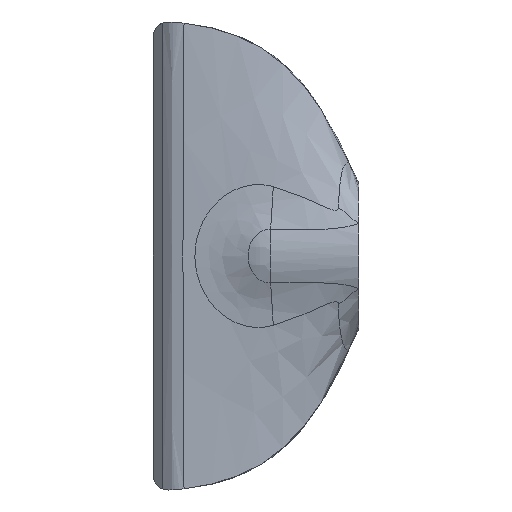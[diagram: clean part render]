
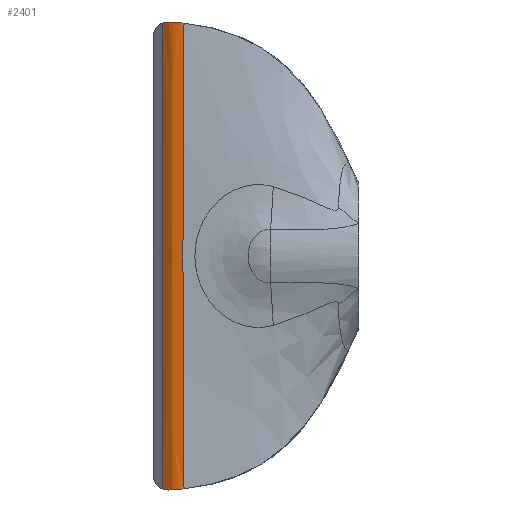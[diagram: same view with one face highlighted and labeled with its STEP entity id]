
A CAD part, front view. The second image highlights one B-rep face of the part: STEP entity #2401.
In plain terms, the highlighted free-form (B-spline) face has degree [3, 2] with [6, 3] control points.
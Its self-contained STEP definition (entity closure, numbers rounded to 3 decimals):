
#27 = CARTESIAN_POINT ( 'NONE',  ( 5.241, 14.003, 1.024 ) ) ;
#41 = CARTESIAN_POINT ( 'NONE',  ( 5.254, 14.005, 9.12 ) ) ;
#79 = CARTESIAN_POINT ( 'NONE',  ( 5.683, 14.018, 11.666 ) ) ;
#84 = CARTESIAN_POINT ( 'NONE',  ( 4.955, 14.29, 1.025 ) ) ;
#162 = CARTESIAN_POINT ( 'NONE',  ( 4.955, 14.29, 6.371 ) ) ;
#179 = B_SPLINE_CURVE_WITH_KNOTS ( 'NONE', 3,
 ( #2071, #1647, #282, #79 ),
 .UNSPECIFIED., .F., .F.,
 ( 4, 4 ),
 ( 0., 0.001 ),
 .UNSPECIFIED. ) ;
#228 = CARTESIAN_POINT ( 'NONE',  ( 5.683, 14.018, 11.666 ) ) ;
#261 = B_SPLINE_CURVE_WITH_KNOTS ( 'NONE', 3,
 ( #542, #1731, #2127, #2533, #725, #956 ),
 .UNSPECIFIED., .F., .F.,
 ( 4, 2, 4 ),
 ( 0., 0., 0.001 ),
 .UNSPECIFIED. ) ;
#282 = CARTESIAN_POINT ( 'NONE',  ( 5.502, 14.013, 11.686 ) ) ;
#346 = VERTEX_POINT ( 'NONE', #1199 ) ;
#383 = CARTESIAN_POINT ( 'NONE',  ( 5.647, 13.997, 6.369 ) ) ;
#452 = CARTESIAN_POINT ( 'NONE',  ( 5.254, 14.005, -1.677 ) ) ;
#518 = CARTESIAN_POINT ( 'NONE',  ( 4.957, 14.302, -4.233 ) ) ;
#542 = CARTESIAN_POINT ( 'NONE',  ( 5.683, 14.018, -4.226 ) ) ;
#553 = CARTESIAN_POINT ( 'NONE',  ( 5.088, 14.19, -4.271 ) ) ;
#560 = VERTEX_POINT ( 'NONE', #518 ) ;
#580 = ORIENTED_EDGE ( 'NONE', *, *, #2534, .T. ) ;
#626 = VERTEX_POINT ( 'NONE', #2143 ) ;
#719 = CARTESIAN_POINT ( 'NONE',  ( 5.165, 14.146, 11.707 ) ) ;
#725 = CARTESIAN_POINT ( 'NONE',  ( 5.244, 14.102, -4.263 ) ) ;
#733 = CARTESIAN_POINT ( 'NONE',  ( 5.018, 14.242, 11.697 ) ) ;
#741 = EDGE_CURVE ( 'NONE', #626, #1568, #179, .T. ) ;
#771 = CARTESIAN_POINT ( 'NONE',  ( 5.683, 14.018, 11.666 ) ) ;
#835 = CARTESIAN_POINT ( 'NONE',  ( 4.956, 14.299, -1.67 ) ) ;
#849 = CARTESIAN_POINT ( 'NONE',  ( 5.672, 14.012, 9.115 ) ) ;
#891 = CARTESIAN_POINT ( 'NONE',  ( 4.957, 14.302, -4.363 ) ) ;
#902 = ORIENTED_EDGE ( 'NONE', *, *, #2612, .F. ) ;
#956 = CARTESIAN_POINT ( 'NONE',  ( 5.165, 14.146, -4.267 ) ) ;
#980 = CARTESIAN_POINT ( 'NONE',  ( 4.956, 14.298, 9.022 ) ) ;
#1050 = CARTESIAN_POINT ( 'NONE',  ( 5.241, 14.003, 6.418 ) ) ;
#1066 = CARTESIAN_POINT ( 'NONE',  ( 5.647, 13.997, 1.024 ) ) ;
#1151 = CARTESIAN_POINT ( 'NONE',  ( 4.957, 14.302, -4.233 ) ) ;
#1192 = CARTESIAN_POINT ( 'NONE',  ( 5.671, 14.011, -1.577 ) ) ;
#1194 = ORIENTED_EDGE ( 'NONE', *, *, #2195, .F. ) ;
#1199 = CARTESIAN_POINT ( 'NONE',  ( 5.165, 14.146, -4.267 ) ) ;
#1260 = CARTESIAN_POINT ( 'NONE',  ( 4.956, 14.299, 9.112 ) ) ;
#1318 = CARTESIAN_POINT ( 'NONE',  ( 5.088, 14.19, 11.711 ) ) ;
#1372 = CARTESIAN_POINT ( 'NONE',  ( 4.956, 14.298, -1.582 ) ) ;
#1422 = EDGE_LOOP ( 'NONE', ( #902, #580, #1467, #1194, #2003, #1639 ) ) ;
#1457 = CARTESIAN_POINT ( 'NONE',  ( 5.672, 14.012, -1.672 ) ) ;
#1467 = ORIENTED_EDGE ( 'NONE', *, *, #2578, .F. ) ;
#1470 = CARTESIAN_POINT ( 'NONE',  ( 5.647, 13.997, 6.419 ) ) ;
#1485 = CARTESIAN_POINT ( 'NONE',  ( 5.26, 14.006, 11.806 ) ) ;
#1522 = CARTESIAN_POINT ( 'NONE',  ( 4.957, 14.302, 11.673 ) ) ;
#1568 = VERTEX_POINT ( 'NONE', #228 ) ;
#1571 = CARTESIAN_POINT ( 'NONE',  ( 4.957, 14.302, -4.233 ) ) ;
#1578 = CARTESIAN_POINT ( 'NONE',  ( 5.647, 13.997, 1.071 ) ) ;
#1637 = B_SPLINE_CURVE_WITH_KNOTS ( 'NONE', 3,
 ( #719, #1318, #733, #2134 ),
 .UNSPECIFIED., .F., .F.,
 ( 4, 4 ),
 ( 0., 0. ),
 .UNSPECIFIED. ) ;
#1639 = ORIENTED_EDGE ( 'NONE', *, *, #1663, .T. ) ;
#1647 = CARTESIAN_POINT ( 'NONE',  ( 5.322, 14.058, 11.699 ) ) ;
#1663 = EDGE_CURVE ( 'NONE', #626, #1898, #1637, .T. ) ;
#1731 = CARTESIAN_POINT ( 'NONE',  ( 5.592, 14.016, -4.236 ) ) ;
#1775 = CARTESIAN_POINT ( 'NONE',  ( 4.957, 14.302, 11.673 ) ) ;
#1795 = CARTESIAN_POINT ( 'NONE',  ( 5.671, 14.011, 9.017 ) ) ;
#1898 = VERTEX_POINT ( 'NONE', #1775 ) ;
#1925 =( BOUNDED_SURFACE ( )  B_SPLINE_SURFACE ( 3, 2, ( 
 ( #2247, #1485, #2287 ),
 ( #1260, #41, #849 ),
 ( #2047, #1050, #1470 ),
 ( #84, #27, #1066 ),
 ( #835, #452, #1457 ),
 ( #891, #2061, #2091 ) ),
 .UNSPECIFIED., .F., .F., .T. ) 
 B_SPLINE_SURFACE_WITH_KNOTS ( ( 4, 2, 4 ),
 ( 3, 3 ),
 ( 0.007, 0.016, 0.024 ),
 ( 0., 1. ),
 .UNSPECIFIED. ) 
 GEOMETRIC_REPRESENTATION_ITEM ( )  RATIONAL_B_SPLINE_SURFACE ( (
 ( 1., 0.921, 1.),
 ( 1., 0.923, 1.),
 ( 1., 0.927, 1.),
 ( 1., 0.927, 1.),
 ( 1., 0.923, 1.),
 ( 1., 0.921, 1.) ) ) 
 REPRESENTATION_ITEM ( '' )  SURFACE ( )  );
#2003 = ORIENTED_EDGE ( 'NONE', *, *, #741, .F. ) ;
#2047 = CARTESIAN_POINT ( 'NONE',  ( 4.955, 14.29, 6.417 ) ) ;
#2061 = CARTESIAN_POINT ( 'NONE',  ( 5.26, 14.006, -4.364 ) ) ;
#2071 = CARTESIAN_POINT ( 'NONE',  ( 5.165, 14.146, 11.707 ) ) ;
#2091 = CARTESIAN_POINT ( 'NONE',  ( 5.683, 14.018, -4.364 ) ) ;
#2101 = B_SPLINE_CURVE_WITH_KNOTS ( 'NONE', 3,
 ( #1151, #2358, #553, #2571 ),
 .UNSPECIFIED., .F., .F.,
 ( 4, 4 ),
 ( 0., 0. ),
 .UNSPECIFIED. ) ;
#2127 = CARTESIAN_POINT ( 'NONE',  ( 5.503, 14.025, -4.244 ) ) ;
#2134 = CARTESIAN_POINT ( 'NONE',  ( 4.957, 14.302, 11.673 ) ) ;
#2143 = CARTESIAN_POINT ( 'NONE',  ( 5.165, 14.146, 11.707 ) ) ;
#2180 = CARTESIAN_POINT ( 'NONE',  ( 4.955, 14.29, 1.069 ) ) ;
#2195 = EDGE_CURVE ( 'NONE', #1568, #2405, #2537, .T. ) ;
#2198 = CARTESIAN_POINT ( 'NONE',  ( 5.683, 14.018, -4.226 ) ) ;
#2247 = CARTESIAN_POINT ( 'NONE',  ( 4.957, 14.302, 11.806 ) ) ;
#2260 = FACE_OUTER_BOUND ( 'NONE', #1422, .T. ) ;
#2273 = CARTESIAN_POINT ( 'NONE',  ( 5.683, 14.018, -4.226 ) ) ;
#2287 = CARTESIAN_POINT ( 'NONE',  ( 5.683, 14.018, 11.807 ) ) ;
#2358 = CARTESIAN_POINT ( 'NONE',  ( 5.018, 14.243, -4.257 ) ) ;
#2401 = ADVANCED_FACE ( 'NONE', ( #2260 ), #1925, .T. ) ;
#2405 = VERTEX_POINT ( 'NONE', #2273 ) ;
#2533 = CARTESIAN_POINT ( 'NONE',  ( 5.329, 14.068, -4.258 ) ) ;
#2534 = EDGE_CURVE ( 'NONE', #560, #346, #2101, .T. ) ;
#2537 = B_SPLINE_CURVE_WITH_KNOTS ( 'NONE', 3,
 ( #771, #1795, #383, #1578, #1192, #2198 ),
 .UNSPECIFIED., .F., .F.,
 ( 4, 2, 4 ),
 ( 0., 0.008, 0.016 ),
 .UNSPECIFIED. ) ;
#2567 = B_SPLINE_CURVE_WITH_KNOTS ( 'NONE', 3,
 ( #1571, #1372, #2180, #162, #980, #1522 ),
 .UNSPECIFIED., .F., .F.,
 ( 4, 2, 4 ),
 ( 0., 0.008, 0.016 ),
 .UNSPECIFIED. ) ;
#2571 = CARTESIAN_POINT ( 'NONE',  ( 5.165, 14.146, -4.267 ) ) ;
#2578 = EDGE_CURVE ( 'NONE', #2405, #346, #261, .T. ) ;
#2612 = EDGE_CURVE ( 'NONE', #560, #1898, #2567, .T. ) ;
